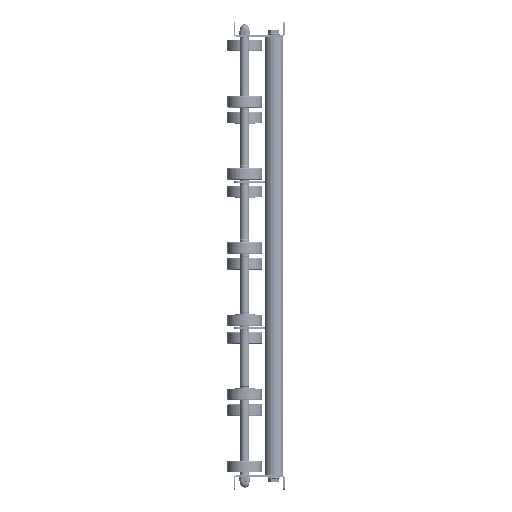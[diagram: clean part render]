
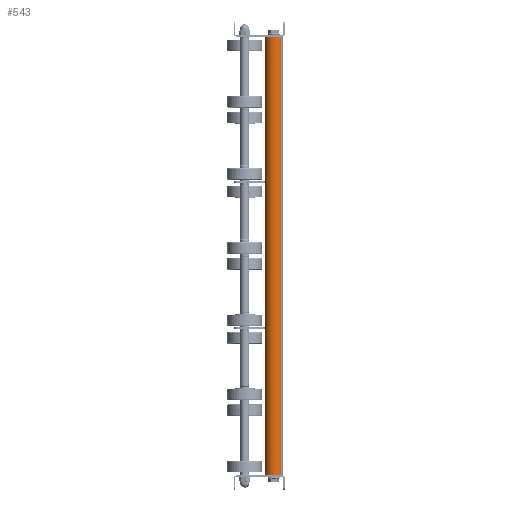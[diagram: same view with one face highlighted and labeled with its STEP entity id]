
A CAD part, left-side view. The second image highlights one B-rep face of the part: STEP entity #543.
In plain terms, the highlighted cylindrical face has radius 12.5 mm (diameter 25 mm), a partial arc.
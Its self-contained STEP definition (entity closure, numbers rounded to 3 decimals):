
#543 = ADVANCED_FACE ( 'NONE', ( #11691 ), #9094, .T. ) ;
#1362 = ORIENTED_EDGE ( 'NONE', *, *, #2304, .T. ) ;
#2304 = EDGE_CURVE ( 'NONE', #28887, #23033, #28321, .T. ) ;
#5988 = DIRECTION ( 'NONE',  ( 0., 0., -1. ) ) ;
#6122 = DIRECTION ( 'NONE',  ( 0., 0., 1. ) ) ;
#6129 = LINE ( 'NONE', #13948, #17354 ) ;
#6413 = AXIS2_PLACEMENT_3D ( 'NONE', #25470, #8599, #5988 ) ;
#6802 = AXIS2_PLACEMENT_3D ( 'NONE', #7935, #27954, #30732 ) ;
#7935 = CARTESIAN_POINT ( 'NONE',  ( 599., 0., 0. ) ) ;
#8512 = ORIENTED_EDGE ( 'NONE', *, *, #10111, .T. ) ;
#8599 = DIRECTION ( 'NONE',  ( 1., 0., 0. ) ) ;
#8733 = DIRECTION ( 'NONE',  ( -1., 0., 0. ) ) ;
#9094 = CYLINDRICAL_SURFACE ( 'NONE', #21478, 12.5 ) ;
#10111 = EDGE_CURVE ( 'NONE', #28253, #28887, #6129, .T. ) ;
#11691 = FACE_OUTER_BOUND ( 'NONE', #32298, .T. ) ;
#13948 = CARTESIAN_POINT ( 'NONE',  ( 600., 0., 12.5 ) ) ;
#14586 = ORIENTED_EDGE ( 'NONE', *, *, #23012, .T. ) ;
#15408 = VERTEX_POINT ( 'NONE', #31482 ) ;
#17354 = VECTOR ( 'NONE', #25787, 1000. ) ;
#19244 = ORIENTED_EDGE ( 'NONE', *, *, #22627, .F. ) ;
#19854 = LINE ( 'NONE', #28004, #35229 ) ;
#21478 = AXIS2_PLACEMENT_3D ( 'NONE', #22830, #8733, #6122 ) ;
#22627 = EDGE_CURVE ( 'NONE', #15408, #23033, #19854, .T. ) ;
#22830 = CARTESIAN_POINT ( 'NONE',  ( 600., 0., 0. ) ) ;
#23012 = EDGE_CURVE ( 'NONE', #15408, #28253, #24588, .T. ) ;
#23033 = VERTEX_POINT ( 'NONE', #36444 ) ;
#24588 = CIRCLE ( 'NONE', #6802, 12.5 ) ;
#25405 = DIRECTION ( 'NONE',  ( -1., 0., 0. ) ) ;
#25470 = CARTESIAN_POINT ( 'NONE',  ( 1., 0., 0. ) ) ;
#25787 = DIRECTION ( 'NONE',  ( -1., 0., 0. ) ) ;
#26981 = CARTESIAN_POINT ( 'NONE',  ( 599., 0., 12.5 ) ) ;
#27954 = DIRECTION ( 'NONE',  ( -1., 0., 0. ) ) ;
#28004 = CARTESIAN_POINT ( 'NONE',  ( 600., 0., -12.5 ) ) ;
#28253 = VERTEX_POINT ( 'NONE', #26981 ) ;
#28321 = CIRCLE ( 'NONE', #6413, 12.5 ) ;
#28887 = VERTEX_POINT ( 'NONE', #29430 ) ;
#29430 = CARTESIAN_POINT ( 'NONE',  ( 1., 0., 12.5 ) ) ;
#30732 = DIRECTION ( 'NONE',  ( 0., 0., -1. ) ) ;
#31482 = CARTESIAN_POINT ( 'NONE',  ( 599., 0., -12.5 ) ) ;
#32298 = EDGE_LOOP ( 'NONE', ( #19244, #14586, #8512, #1362 ) ) ;
#35229 = VECTOR ( 'NONE', #25405, 1000. ) ;
#36444 = CARTESIAN_POINT ( 'NONE',  ( 1., 0., -12.5 ) ) ;
